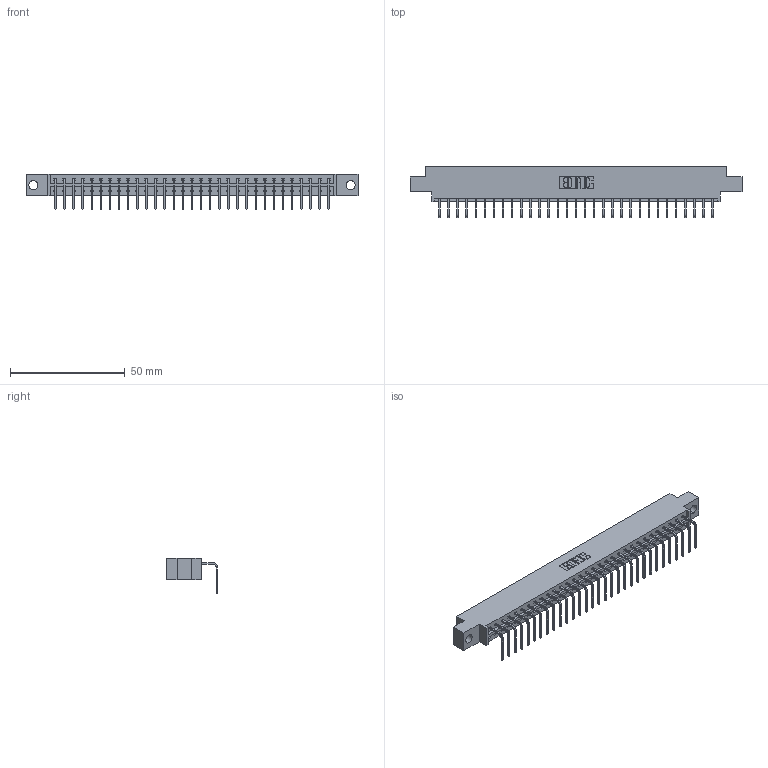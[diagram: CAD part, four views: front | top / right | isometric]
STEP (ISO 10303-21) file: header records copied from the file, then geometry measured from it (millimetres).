
FILE_DESCRIPTION (( 'STEP AP203' ), '1' );
FILE_NAME ('333-031-558-604.STEP', '2018-08-02T19:32:37', ( '' ), ( '' ), 'SwSTEP 2.0', 'SolidWorks 2016', '' );
FILE_SCHEMA (( 'CONFIG_CONTROL_DESIGN' ));
Length unit declared in the file: inch
Products named in the file (3): 333 Part_Offset - .156 Dia - TH; 345-292-001_558 Tail - 2; 333-031-558-604
Assembly tree (32 placements, depth 2):
  333-031-558-604
    333 Part_Offset - .156 Dia - TH
    345-292-001_558 Tail - 2  x31
Bounding box: 144.37 x 22.17 x 15.37 mm (x, y, z)
Volume: 14221.1 mm3; surface area: 15941.7 mm2
Topology: 32 solids, 32 shells, 1978 faces, 5965 edges, 3934 vertices
Faces by surface type: plane 1438, cylinder 540
Entity records: 20593 total; most frequent: CARTESIAN_POINT 3563, ORIENTED_EDGE 3530, DIRECTION 3027, EDGE_CURVE 1765, LINE 1637, VECTOR 1637, VERTEX_POINT 1174, AXIS2_PLACEMENT_3D 695
